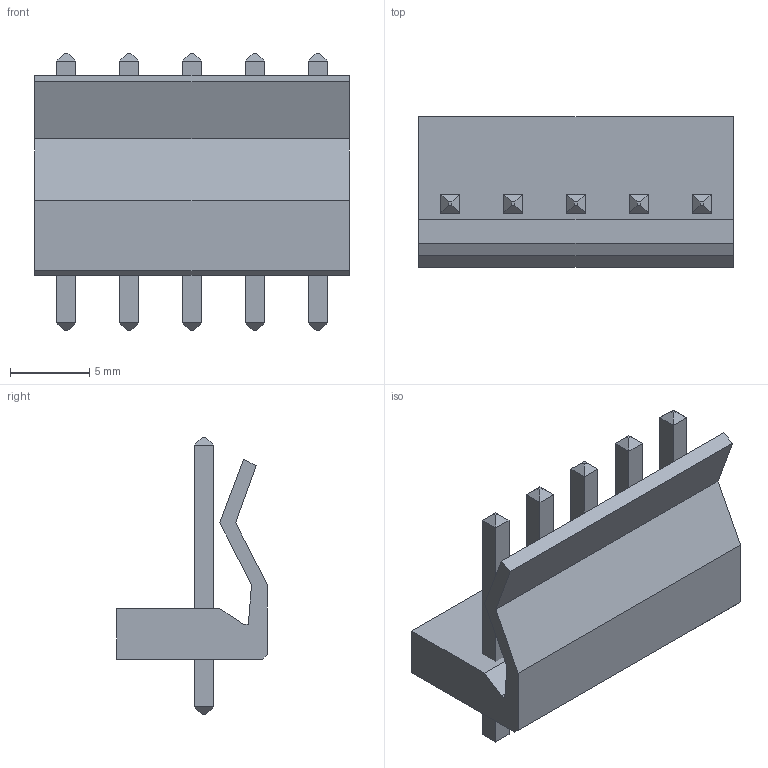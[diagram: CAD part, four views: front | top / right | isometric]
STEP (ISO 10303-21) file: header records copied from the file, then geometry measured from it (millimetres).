
FILE_DESCRIPTION(('FreeCAD Model'),'2;1');
FILE_NAME('CONN_NCW396-05S.step','2020-01-02T18:22:01',(''),(''), 'Open CASCADE STEP processor 7.3','FreeCAD','Unknown');
FILE_SCHEMA(('AUTOMOTIVE_DESIGN { 1 0 10303 214 1 1 1 1 }'));
Length unit declared in the file: millimetre
Products named in the file (12): Group; LinearExtrude; cube001; cube; cube006; cube009; cube007; cube004; cube005; cube008; cube002; cube003
Bounding box: 19.8 x 9.5 x 17.5 mm (x, y, z)
Volume: 1005.4 mm3; surface area: 1886.6 mm2
Topology: 16 solids, 16 shells, 145 faces, 299 edges, 186 vertices
Faces by surface type: plane 145
Entity records: 8273 total; most frequent: CARTESIAN_POINT 1229, DIRECTION 1189, LINE 897, VECTOR 897, ORIENTED_EDGE 598, PCURVE 598, DEFINITIONAL_REPRESENTATION 598, EDGE_CURVE 299
